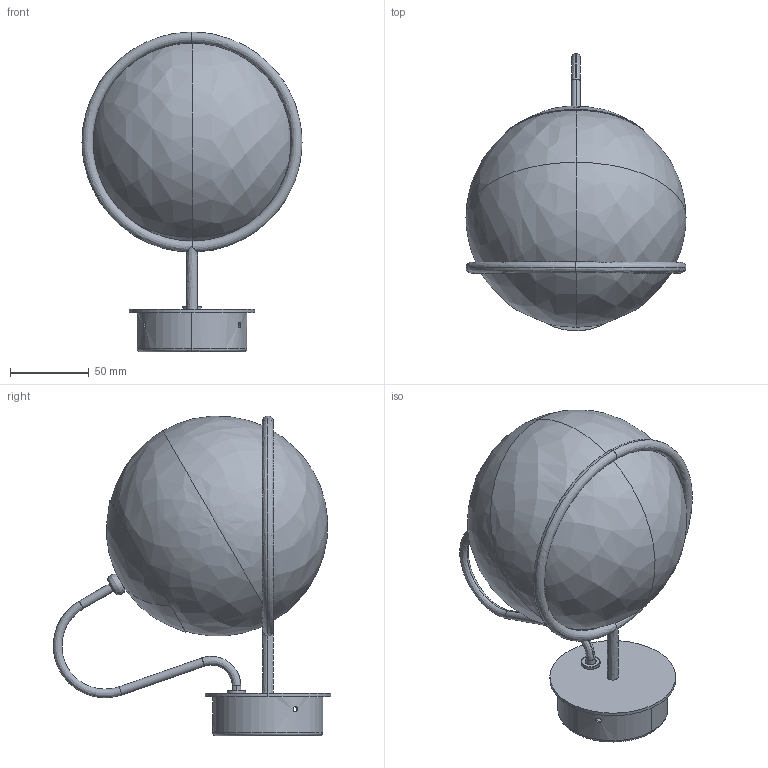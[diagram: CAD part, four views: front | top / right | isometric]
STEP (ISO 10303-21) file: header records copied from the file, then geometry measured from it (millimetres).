
FILE_DESCRIPTION(/* description */ (''),/* implementation_level */ '2;1');
FILE_NAME(/* name */ 'Model 237:1',/* time_stamp */ '2019-02-27T16:46:33+01:00',/* author */ (''),/* organization */ (''),/* preprocessor_version */ 'ST-DEVELOPER v15',/* originating_system */ '',/* authorisation */ '');
FILE_SCHEMA (('AUTOMOTIVE_DESIGN'));
Length unit declared in the file: millimetre
Products named in the file (1): Document
Bounding box: 140 x 176.47 x 203.5 mm (x, y, z)
Volume: 182553 mm3; surface area: 168042.3 mm2
Topology: 8 solids, 8 shells, 102 faces, 252 edges, 155 vertices
Faces by surface type: bspline 88, plane 14
Entity records: 6037 total; most frequent: CARTESIAN_POINT 4565, ORIENTED_EDGE 488, EDGE_CURVE 244, VERTEX_POINT 155, EDGE_LOOP 123, ADVANCED_FACE 102, FACE_OUTER_BOUND 102, B_SPLINE_CURVE_WITH_KNOTS 84
